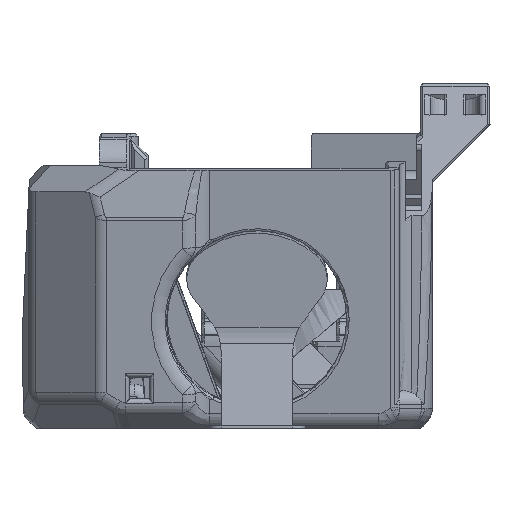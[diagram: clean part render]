
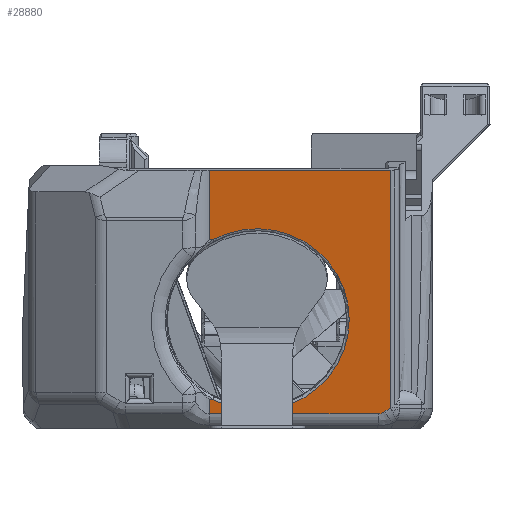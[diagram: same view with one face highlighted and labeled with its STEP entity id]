
A CAD part, left-side view. The second image highlights one B-rep face of the part: STEP entity #28880.
In plain terms, the highlighted planar face has unit normal (-0.985, 0, -0.174).
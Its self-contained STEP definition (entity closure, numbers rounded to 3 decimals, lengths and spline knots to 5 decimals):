
#568=B_SPLINE_CURVE_WITH_KNOTS('',3,(#42084,#42085,#42086,#42087),
 .UNSPECIFIED.,.F.,.F.,(4,4),(0.00082,0.00132),
 .UNSPECIFIED.);
#569=B_SPLINE_CURVE_WITH_KNOTS('',3,(#42091,#42092,#42093,#42094),
 .UNSPECIFIED.,.F.,.F.,(4,4),(0.00082,0.00132),
 .UNSPECIFIED.);
#1365=CIRCLE('',#30729,0.0144);
#2401=ELLIPSE('',#30730,0.0032,0.002);
#3286=ORIENTED_EDGE('',*,*,#12189,.F.);
#3287=ORIENTED_EDGE('',*,*,#12190,.F.);
#3288=ORIENTED_EDGE('',*,*,#12171,.F.);
#3289=ORIENTED_EDGE('',*,*,#12191,.T.);
#3290=ORIENTED_EDGE('',*,*,#12192,.T.);
#3291=ORIENTED_EDGE('',*,*,#12193,.T.);
#3292=ORIENTED_EDGE('',*,*,#12194,.T.);
#3293=ORIENTED_EDGE('',*,*,#12195,.T.);
#3294=ORIENTED_EDGE('',*,*,#12196,.T.);
#3295=ORIENTED_EDGE('',*,*,#12197,.F.);
#12171=EDGE_CURVE('',#16615,#16616,#19389,.T.);
#12189=EDGE_CURVE('',#16631,#16632,#19399,.T.);
#12190=EDGE_CURVE('',#16616,#16631,#19400,.F.);
#12191=EDGE_CURVE('',#16615,#16633,#19401,.F.);
#12192=EDGE_CURVE('',#16633,#16634,#568,.F.);
#12193=EDGE_CURVE('',#16634,#16635,#1365,.T.);
#12194=EDGE_CURVE('',#16635,#16636,#569,.T.);
#12195=EDGE_CURVE('',#16636,#16637,#19402,.F.);
#12196=EDGE_CURVE('',#16637,#16638,#19403,.T.);
#12197=EDGE_CURVE('',#16632,#16638,#2401,.F.);
#16615=VERTEX_POINT('',#42040);
#16616=VERTEX_POINT('',#42041);
#16631=VERTEX_POINT('',#42079);
#16632=VERTEX_POINT('',#42080);
#16633=VERTEX_POINT('',#42083);
#16634=VERTEX_POINT('',#42088);
#16635=VERTEX_POINT('',#42090);
#16636=VERTEX_POINT('',#42095);
#16637=VERTEX_POINT('',#42097);
#16638=VERTEX_POINT('',#42099);
#19389=LINE('',#42039,#21899);
#19399=LINE('',#42078,#21909);
#19400=LINE('',#42081,#21910);
#19401=LINE('',#42082,#21911);
#19402=LINE('',#42096,#21912);
#19403=LINE('',#42098,#21913);
#21899=VECTOR('',#33588,1.);
#21909=VECTOR('',#33616,1.);
#21910=VECTOR('',#33617,1.);
#21911=VECTOR('',#33618,1.);
#21912=VECTOR('',#33621,1.);
#21913=VECTOR('',#33622,1.);
#24346=EDGE_LOOP('',(#3286,#3287,#3288,#3289,#3290,#3291,#3292,#3293,#3294,
#3295));
#26176=FACE_BOUND('',#24346,.T.);
#27955=PLANE('',#30728);
#28880=ADVANCED_FACE('',(#26176),#27955,.F.);
#30728=AXIS2_PLACEMENT_3D('',#42077,#33614,#33615);
#30729=AXIS2_PLACEMENT_3D('',#42089,#33619,#33620);
#30730=AXIS2_PLACEMENT_3D('',#42100,#33623,#33624);
#33588=DIRECTION('',(0.,-1.,0.));
#33614=DIRECTION('',(0.985,0.,0.174));
#33615=DIRECTION('',(-0.174,0.,0.985));
#33616=DIRECTION('',(0.097,0.829,-0.551));
#33617=DIRECTION('',(-0.174,0.,0.985));
#33618=DIRECTION('',(-0.174,0.,0.985));
#33619=DIRECTION('',(0.985,0.,0.174));
#33620=DIRECTION('',(0.174,0.,-0.985));
#33621=DIRECTION('',(-0.174,0.,0.985));
#33622=DIRECTION('',(0.,-1.,0.));
#33623=DIRECTION('',(-0.985,0.,-0.174));
#33624=DIRECTION('',(-0.165,-0.304,0.938));
#42039=CARTESIAN_POINT('',(-0.03457,0.02485,0.0403));
#42040=CARTESIAN_POINT('',(-0.03457,0.01227,0.0403));
#42041=CARTESIAN_POINT('',(-0.03457,-0.016,0.0403));
#42077=CARTESIAN_POINT('',(-0.03119,0.02485,0.0211));
#42078=CARTESIAN_POINT('',(-0.02782,-0.0142,0.00202));
#42079=CARTESIAN_POINT('',(-0.02803,-0.016,0.00322));
#42080=CARTESIAN_POINT('',(-0.02792,-0.01507,0.0026));
#42081=CARTESIAN_POINT('',(-0.00766,-0.016,-0.1123));
#42082=CARTESIAN_POINT('',(-0.03119,0.01227,0.0211));
#42083=CARTESIAN_POINT('',(-0.03266,0.01227,0.02946));
#42084=CARTESIAN_POINT('',(-0.03265,0.01177,0.02941));
#42085=CARTESIAN_POINT('',(-0.03265,0.01193,0.02943));
#42086=CARTESIAN_POINT('',(-0.03266,0.0121,0.02944));
#42087=CARTESIAN_POINT('',(-0.03266,0.01227,0.02946));
#42088=CARTESIAN_POINT('',(-0.03265,0.01177,0.02941));
#42089=CARTESIAN_POINT('',(-0.03046,0.00485,0.01697));
#42090=CARTESIAN_POINT('',(-0.02826,0.01177,0.00453));
#42091=CARTESIAN_POINT('',(-0.02826,0.01177,0.00453));
#42092=CARTESIAN_POINT('',(-0.02826,0.01193,0.00452));
#42093=CARTESIAN_POINT('',(-0.02826,0.0121,0.0045));
#42094=CARTESIAN_POINT('',(-0.02826,0.01227,0.00448));
#42095=CARTESIAN_POINT('',(-0.02826,0.01227,0.00448));
#42096=CARTESIAN_POINT('',(-0.03119,0.01227,0.0211));
#42097=CARTESIAN_POINT('',(-0.02786,0.01227,0.00226));
#42098=CARTESIAN_POINT('',(-0.02786,-0.01465,0.00226));
#42099=CARTESIAN_POINT('',(-0.02786,-0.01407,0.00226));
#42100=CARTESIAN_POINT('',(-0.0284,-0.01465,0.00533));
